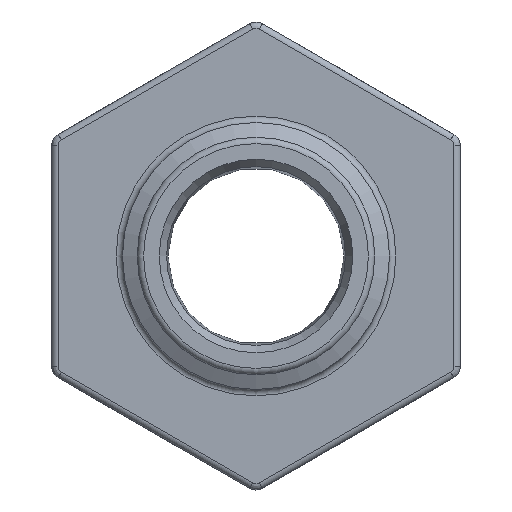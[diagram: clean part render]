
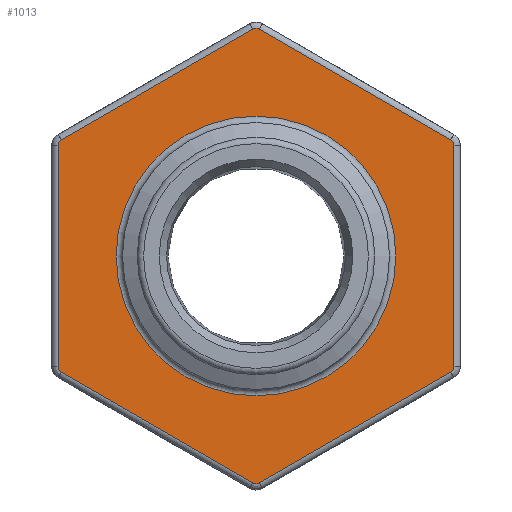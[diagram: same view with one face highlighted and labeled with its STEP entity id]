
A CAD part, front view. The second image highlights one B-rep face of the part: STEP entity #1013.
In plain terms, the highlighted planar face has unit normal (0, -1, 0).
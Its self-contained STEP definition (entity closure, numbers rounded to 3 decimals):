
#26=PLANE('',#1131);
#60=LINE('',#2166,#108);
#62=LINE('',#2173,#110);
#63=LINE('',#2177,#111);
#64=LINE('',#2178,#112);
#65=LINE('',#2179,#113);
#66=LINE('',#2183,#114);
#108=VECTOR('',#1346,1000.);
#110=VECTOR('',#1354,1000.);
#111=VECTOR('',#1357,1000.);
#112=VECTOR('',#1358,1000.);
#113=VECTOR('',#1359,1000.);
#114=VECTOR('',#1362,1000.);
#322=ORIENTED_EDGE('',*,*,#573,.F.);
#323=ORIENTED_EDGE('',*,*,#576,.F.);
#324=ORIENTED_EDGE('',*,*,#577,.F.);
#325=ORIENTED_EDGE('',*,*,#578,.F.);
#326=ORIENTED_EDGE('',*,*,#579,.F.);
#327=ORIENTED_EDGE('',*,*,#491,.F.);
#328=ORIENTED_EDGE('',*,*,#580,.F.);
#329=ORIENTED_EDGE('',*,*,#546,.F.);
#330=ORIENTED_EDGE('',*,*,#581,.F.);
#331=ORIENTED_EDGE('',*,*,#582,.F.);
#332=ORIENTED_EDGE('',*,*,#583,.F.);
#333=ORIENTED_EDGE('',*,*,#584,.F.);
#334=ORIENTED_EDGE('',*,*,#488,.F.);
#488=EDGE_CURVE('',#629,#629,#722,.T.);
#491=EDGE_CURVE('',#632,#633,#725,.T.);
#546=EDGE_CURVE('',#677,#675,#742,.T.);
#573=EDGE_CURVE('',#697,#698,#60,.T.);
#576=EDGE_CURVE('',#699,#697,#760,.T.);
#577=EDGE_CURVE('',#700,#699,#62,.T.);
#578=EDGE_CURVE('',#701,#700,#761,.T.);
#579=EDGE_CURVE('',#633,#701,#63,.T.);
#580=EDGE_CURVE('',#675,#632,#64,.T.);
#581=EDGE_CURVE('',#702,#677,#65,.T.);
#582=EDGE_CURVE('',#703,#702,#762,.T.);
#583=EDGE_CURVE('',#704,#703,#66,.T.);
#584=EDGE_CURVE('',#698,#704,#763,.T.);
#629=VERTEX_POINT('',#1505);
#632=VERTEX_POINT('',#1530);
#633=VERTEX_POINT('',#1532);
#675=VERTEX_POINT('',#2080);
#677=VERTEX_POINT('',#2084);
#697=VERTEX_POINT('',#2165);
#698=VERTEX_POINT('',#2167);
#699=VERTEX_POINT('',#2172);
#700=VERTEX_POINT('',#2174);
#701=VERTEX_POINT('',#2176);
#702=VERTEX_POINT('',#2180);
#703=VERTEX_POINT('',#2182);
#704=VERTEX_POINT('',#2184);
#722=CIRCLE('',#1069,10.95);
#725=CIRCLE('',#1072,0.5);
#742=CIRCLE('',#1099,0.5);
#760=CIRCLE('',#1132,0.5);
#761=CIRCLE('',#1133,0.5);
#762=CIRCLE('',#1134,0.5);
#763=CIRCLE('',#1135,0.5);
#831=EDGE_LOOP('',(#322,#323,#324,#325,#326,#327,#328,#329,#330,#331,#332,
#333));
#832=EDGE_LOOP('',(#334));
#925=FACE_BOUND('',#831,.T.);
#926=FACE_BOUND('',#832,.T.);
#1013=ADVANCED_FACE('',(#925,#926),#26,.F.);
#1069=AXIS2_PLACEMENT_3D('',#1504,#1200,#1201);
#1072=AXIS2_PLACEMENT_3D('',#1531,#1206,#1207);
#1099=AXIS2_PLACEMENT_3D('',#2085,#1274,#1275);
#1131=AXIS2_PLACEMENT_3D('',#2170,#1350,#1351);
#1132=AXIS2_PLACEMENT_3D('',#2171,#1352,#1353);
#1133=AXIS2_PLACEMENT_3D('',#2175,#1355,#1356);
#1134=AXIS2_PLACEMENT_3D('',#2181,#1360,#1361);
#1135=AXIS2_PLACEMENT_3D('',#2185,#1363,#1364);
#1200=DIRECTION('',(0.,-1.,0.));
#1201=DIRECTION('',(1.,0.,0.));
#1206=DIRECTION('',(0.,1.,0.));
#1207=DIRECTION('',(0.,0.,-1.));
#1274=DIRECTION('',(0.,1.,0.));
#1275=DIRECTION('',(0.866,0.,-0.5));
#1346=DIRECTION('',(0.866,0.,0.5));
#1350=DIRECTION('',(0.,1.,0.));
#1351=DIRECTION('',(1.,0.,0.));
#1352=DIRECTION('',(0.,1.,0.));
#1353=DIRECTION('',(-0.866,0.,0.5));
#1354=DIRECTION('',(0.,0.,1.));
#1355=DIRECTION('',(0.,1.,0.));
#1356=DIRECTION('',(-0.866,0.,-0.5));
#1357=DIRECTION('',(-0.866,0.,0.5));
#1358=DIRECTION('',(-0.866,0.,-0.5));
#1359=DIRECTION('',(0.,0.,-1.));
#1360=DIRECTION('',(0.,1.,0.));
#1361=DIRECTION('',(0.866,0.,0.5));
#1362=DIRECTION('',(0.866,0.,-0.5));
#1363=DIRECTION('',(0.,1.,0.));
#1364=DIRECTION('',(0.,0.,1.));
#1504=CARTESIAN_POINT('',(0.,-6.,0.));
#1505=CARTESIAN_POINT('',(10.95,-6.,0.));
#1530=CARTESIAN_POINT('',(0.25,-6.,-17.754));
#1531=CARTESIAN_POINT('',(0.,-6.,-17.321));
#1532=CARTESIAN_POINT('',(-0.25,-6.,-17.754));
#2080=CARTESIAN_POINT('',(15.25,-6.,-9.093));
#2084=CARTESIAN_POINT('',(15.5,-6.,-8.66));
#2085=CARTESIAN_POINT('',(15.,-6.,-8.66));
#2165=CARTESIAN_POINT('',(-15.25,-6.,9.093));
#2166=CARTESIAN_POINT('',(-11.75,-6.,11.114));
#2167=CARTESIAN_POINT('',(-0.25,-6.,17.754));
#2170=CARTESIAN_POINT('',(0.,-6.,0.));
#2171=CARTESIAN_POINT('',(-15.,-6.,8.66));
#2172=CARTESIAN_POINT('',(-15.5,-6.,8.66));
#2173=CARTESIAN_POINT('',(-15.5,-6.,-4.619));
#2174=CARTESIAN_POINT('',(-15.5,-6.,-8.66));
#2175=CARTESIAN_POINT('',(-15.,-6.,-8.66));
#2176=CARTESIAN_POINT('',(-15.25,-6.,-9.093));
#2177=CARTESIAN_POINT('',(-3.75,-6.,-15.733));
#2178=CARTESIAN_POINT('',(11.75,-6.,-11.114));
#2179=CARTESIAN_POINT('',(15.5,-6.,4.619));
#2180=CARTESIAN_POINT('',(15.5,-6.,8.66));
#2181=CARTESIAN_POINT('',(15.,-6.,8.66));
#2182=CARTESIAN_POINT('',(15.25,-6.,9.093));
#2183=CARTESIAN_POINT('',(3.75,-6.,15.733));
#2184=CARTESIAN_POINT('',(0.25,-6.,17.754));
#2185=CARTESIAN_POINT('',(0.,-6.,17.321));
